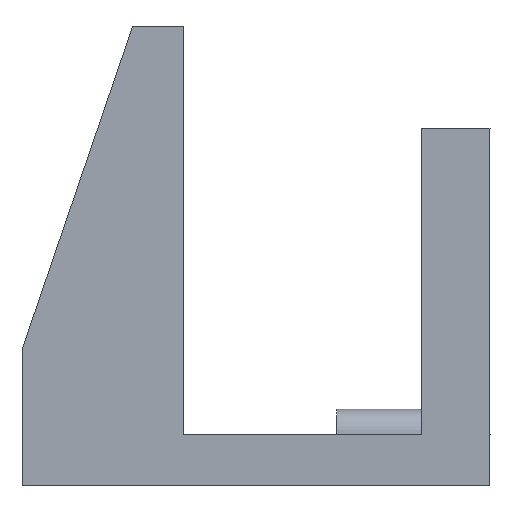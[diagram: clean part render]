
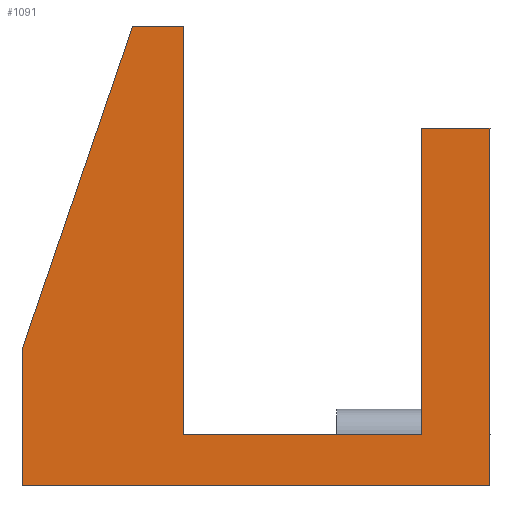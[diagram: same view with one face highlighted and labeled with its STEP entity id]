
A CAD part, left-side view. The second image highlights one B-rep face of the part: STEP entity #1091.
In plain terms, the highlighted planar face has unit normal (-1, 0, 0).
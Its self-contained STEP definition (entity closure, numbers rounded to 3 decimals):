
#46=FACE_OUTER_BOUND('',#98,.T.);
#98=EDGE_LOOP('',(#753,#754,#755,#756,#757,#758,#759,#760,#761));
#160=LINE('',#1502,#310);
#175=LINE('',#1532,#325);
#178=LINE('',#1537,#328);
#180=LINE('',#1541,#330);
#181=LINE('',#1543,#331);
#182=LINE('',#1545,#332);
#183=LINE('',#1547,#333);
#184=LINE('',#1549,#334);
#185=LINE('',#1550,#335);
#310=VECTOR('',#1224,10.);
#325=VECTOR('',#1243,10.);
#328=VECTOR('',#1248,10.);
#330=VECTOR('',#1252,10.);
#331=VECTOR('',#1253,10.);
#332=VECTOR('',#1254,10.);
#333=VECTOR('',#1255,10.);
#334=VECTOR('',#1256,10.);
#335=VECTOR('',#1257,10.);
#459=VERTEX_POINT('',#1499);
#460=VERTEX_POINT('',#1501);
#473=VERTEX_POINT('',#1531);
#474=VERTEX_POINT('',#1536);
#475=VERTEX_POINT('',#1540);
#476=VERTEX_POINT('',#1542);
#477=VERTEX_POINT('',#1544);
#478=VERTEX_POINT('',#1546);
#479=VERTEX_POINT('',#1548);
#566=EDGE_CURVE('',#459,#460,#160,.T.);
#581=EDGE_CURVE('',#473,#460,#175,.T.);
#584=EDGE_CURVE('',#473,#474,#178,.T.);
#586=EDGE_CURVE('',#475,#459,#180,.T.);
#587=EDGE_CURVE('',#475,#476,#181,.T.);
#588=EDGE_CURVE('',#477,#476,#182,.T.);
#589=EDGE_CURVE('',#478,#477,#183,.T.);
#590=EDGE_CURVE('',#479,#478,#184,.T.);
#591=EDGE_CURVE('',#474,#479,#185,.T.);
#753=ORIENTED_EDGE('',*,*,#581,.T.);
#754=ORIENTED_EDGE('',*,*,#566,.F.);
#755=ORIENTED_EDGE('',*,*,#586,.F.);
#756=ORIENTED_EDGE('',*,*,#587,.T.);
#757=ORIENTED_EDGE('',*,*,#588,.F.);
#758=ORIENTED_EDGE('',*,*,#589,.F.);
#759=ORIENTED_EDGE('',*,*,#590,.F.);
#760=ORIENTED_EDGE('',*,*,#591,.F.);
#761=ORIENTED_EDGE('',*,*,#584,.F.);
#1045=PLANE('',#1156);
#1091=ADVANCED_FACE('',(#46),#1045,.T.);
#1156=AXIS2_PLACEMENT_3D('',#1539,#1250,#1251);
#1224=DIRECTION('',(0.,0.,1.));
#1243=DIRECTION('',(0.,0.324,-0.946));
#1248=DIRECTION('',(0.,-1.,0.));
#1250=DIRECTION('center_axis',(-1.,0.,0.));
#1251=DIRECTION('ref_axis',(0.,-1.,0.));
#1252=DIRECTION('',(0.,1.,0.));
#1253=DIRECTION('',(0.,0.,1.));
#1254=DIRECTION('',(0.,-1.,0.));
#1255=DIRECTION('',(0.,0.,1.));
#1256=DIRECTION('',(0.,-1.,0.));
#1257=DIRECTION('',(0.,0.,-1.));
#1499=CARTESIAN_POINT('',(-100.,0.,0.));
#1501=CARTESIAN_POINT('',(-100.,0.,16.));
#1502=CARTESIAN_POINT('',(-100.,0.,0.));
#1531=CARTESIAN_POINT('',(-100.,-13.,54.));
#1532=CARTESIAN_POINT('',(-100.,2.45,8.838));
#1536=CARTESIAN_POINT('',(-100.,-19.,54.));
#1537=CARTESIAN_POINT('',(-100.,-10.,54.));
#1539=CARTESIAN_POINT('Origin',(-100.,0.,0.));
#1540=CARTESIAN_POINT('',(-100.,-55.,0.));
#1541=CARTESIAN_POINT('',(-100.,-55.,0.));
#1542=CARTESIAN_POINT('',(-100.,-55.,42.));
#1543=CARTESIAN_POINT('',(-100.,-55.,0.));
#1544=CARTESIAN_POINT('',(-100.,-47.,42.));
#1545=CARTESIAN_POINT('',(-100.,-47.,42.));
#1546=CARTESIAN_POINT('',(-100.,-47.,6.));
#1547=CARTESIAN_POINT('',(-100.,-47.,6.));
#1548=CARTESIAN_POINT('',(-100.,-19.,6.));
#1549=CARTESIAN_POINT('',(-100.,-55.,6.));
#1550=CARTESIAN_POINT('',(-100.,-19.,54.));
